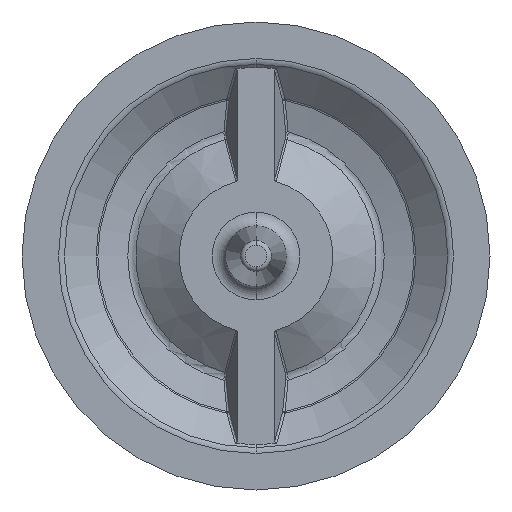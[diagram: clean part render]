
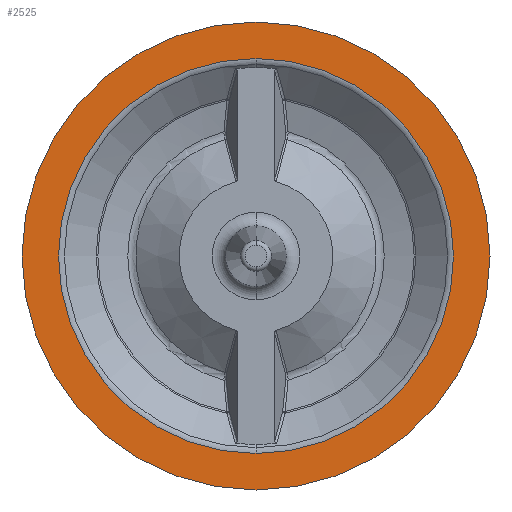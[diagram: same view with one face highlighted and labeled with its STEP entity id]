
A CAD part, front view. The second image highlights one B-rep face of the part: STEP entity #2525.
In plain terms, the highlighted planar face has unit normal (0, -1, 0).
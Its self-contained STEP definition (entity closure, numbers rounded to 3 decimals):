
#12 = EDGE_LOOP ( 'NONE', ( #410, #1638 ) ) ;
#24 = EDGE_CURVE ( 'NONE', #2454, #1075, #2107, .T. ) ;
#31 = CARTESIAN_POINT ( 'NONE',  ( 0., 0., 50. ) ) ;
#98 = DIRECTION ( 'NONE',  ( 0., 0., -1. ) ) ;
#223 = CARTESIAN_POINT ( 'NONE',  ( 0., 0., 0. ) ) ;
#236 = CARTESIAN_POINT ( 'NONE',  ( 0., 0., 0. ) ) ;
#260 = DIRECTION ( 'NONE',  ( 0., 0., -1. ) ) ;
#273 = DIRECTION ( 'NONE',  ( 0., 1., 0. ) ) ;
#278 = PLANE ( 'NONE',  #2035 ) ;
#303 = EDGE_CURVE ( 'NONE', #1075, #2454, #1424, .T. ) ;
#410 = ORIENTED_EDGE ( 'NONE', *, *, #1869, .T. ) ;
#413 = DIRECTION ( 'NONE',  ( 0., 1., 0. ) ) ;
#446 = AXIS2_PLACEMENT_3D ( 'NONE', #472, #273, #260 ) ;
#472 = CARTESIAN_POINT ( 'NONE',  ( 0., 0., 0. ) ) ;
#526 = DIRECTION ( 'NONE',  ( 0., 0., -1. ) ) ;
#556 = CIRCLE ( 'NONE', #596, 50. ) ;
#596 = AXIS2_PLACEMENT_3D ( 'NONE', #1559, #2335, #526 ) ;
#805 = DIRECTION ( 'NONE',  ( 0., 0., -1. ) ) ;
#815 = EDGE_CURVE ( 'NONE', #818, #1256, #2398, .T. ) ;
#818 = VERTEX_POINT ( 'NONE', #31 ) ;
#957 = CARTESIAN_POINT ( 'NONE',  ( 0., 0., -42.202 ) ) ;
#990 = DIRECTION ( 'NONE',  ( 0., -1., 0. ) ) ;
#1058 = CARTESIAN_POINT ( 'NONE',  ( 55., 0., 0. ) ) ;
#1075 = VERTEX_POINT ( 'NONE', #957 ) ;
#1098 = CARTESIAN_POINT ( 'NONE',  ( 0., 0., 42.202 ) ) ;
#1256 = VERTEX_POINT ( 'NONE', #2076 ) ;
#1424 = CIRCLE ( 'NONE', #2468, 42.202 ) ;
#1460 = AXIS2_PLACEMENT_3D ( 'NONE', #223, #990, #1814 ) ;
#1476 = FACE_BOUND ( 'NONE', #1969, .T. ) ;
#1559 = CARTESIAN_POINT ( 'NONE',  ( 0., 0., 0. ) ) ;
#1638 = ORIENTED_EDGE ( 'NONE', *, *, #815, .T. ) ;
#1814 = DIRECTION ( 'NONE',  ( 0., 0., -1. ) ) ;
#1869 = EDGE_CURVE ( 'NONE', #1256, #818, #556, .T. ) ;
#1882 = DIRECTION ( 'NONE',  ( 0., -1., 0. ) ) ;
#1961 = ORIENTED_EDGE ( 'NONE', *, *, #303, .T. ) ;
#1969 = EDGE_LOOP ( 'NONE', ( #1961, #2022 ) ) ;
#2022 = ORIENTED_EDGE ( 'NONE', *, *, #24, .T. ) ;
#2035 = AXIS2_PLACEMENT_3D ( 'NONE', #1058, #1882, #98 ) ;
#2076 = CARTESIAN_POINT ( 'NONE',  ( 0., 0., -50. ) ) ;
#2086 = FACE_OUTER_BOUND ( 'NONE', #12, .T. ) ;
#2107 = CIRCLE ( 'NONE', #446, 42.202 ) ;
#2335 = DIRECTION ( 'NONE',  ( 0., -1., 0. ) ) ;
#2398 = CIRCLE ( 'NONE', #1460, 50. ) ;
#2454 = VERTEX_POINT ( 'NONE', #1098 ) ;
#2468 = AXIS2_PLACEMENT_3D ( 'NONE', #236, #413, #805 ) ;
#2525 = ADVANCED_FACE ( 'NONE', ( #1476, #2086 ), #278, .T. ) ;
